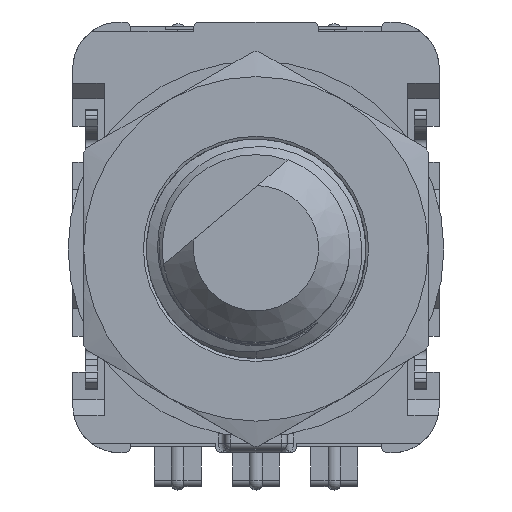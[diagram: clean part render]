
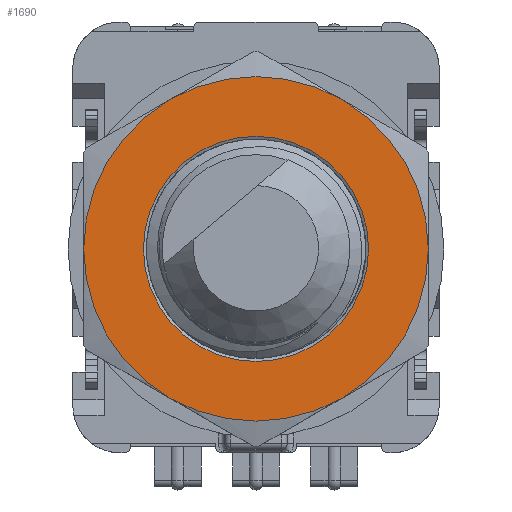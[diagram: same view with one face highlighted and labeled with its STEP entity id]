
A CAD part, top view. The second image highlights one B-rep face of the part: STEP entity #1690.
In plain terms, the highlighted planar face has unit normal (0, 0, 1).
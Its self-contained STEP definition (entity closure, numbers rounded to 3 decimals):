
#1690=ADVANCED_FACE('',(#12184,#12186),#12188,.T.);
#12184=FACE_BOUND('',#12185,.T.);
#12185=EDGE_LOOP('',(#17279,#17280,#17281,#17282,#17283,#17284));
#12186=FACE_BOUND('',#12187,.T.);
#12187=EDGE_LOOP('',(#17285));
#12188=PLANE('',#12189);
#12189=AXIS2_PLACEMENT_3D('',#12190,#12191,#12192);
#12190=CARTESIAN_POINT('',(0.,0.,3.3));
#12191=DIRECTION('',(0.,0.,1.));
#12192=DIRECTION('',(0.,-1.,0.));
#17279=ORIENTED_EDGE('',*,*,#20062,.F.);
#17280=ORIENTED_EDGE('',*,*,#20063,.F.);
#17281=ORIENTED_EDGE('',*,*,#20064,.F.);
#17282=ORIENTED_EDGE('',*,*,#20065,.F.);
#17283=ORIENTED_EDGE('',*,*,#20066,.F.);
#17284=ORIENTED_EDGE('',*,*,#20067,.F.);
#17285=ORIENTED_EDGE('',*,*,#20049,.T.);
#20049=EDGE_CURVE('',#21915,#21915,#21916,.T.);
#20062=EDGE_CURVE('',#21937,#21938,#21939,.T.);
#20063=EDGE_CURVE('',#21940,#21937,#21941,.T.);
#20064=EDGE_CURVE('',#21942,#21940,#21943,.T.);
#20065=EDGE_CURVE('',#21944,#21942,#21945,.T.);
#20066=EDGE_CURVE('',#21946,#21944,#21947,.T.);
#20067=EDGE_CURVE('',#21938,#21946,#21948,.T.);
#21915=VERTEX_POINT('',#27173);
#21916=CIRCLE('',#27174,3.594);
#21937=VERTEX_POINT('',#27680);
#21938=VERTEX_POINT('',#27681);
#21939=CIRCLE('',#27682,5.5);
#21940=VERTEX_POINT('',#27686);
#21941=CIRCLE('',#27687,5.5);
#21942=VERTEX_POINT('',#27691);
#21943=CIRCLE('',#27692,5.5);
#21944=VERTEX_POINT('',#27696);
#21945=CIRCLE('',#27697,5.5);
#21946=VERTEX_POINT('',#27701);
#21947=CIRCLE('',#27702,5.5);
#21948=CIRCLE('',#27706,5.5);
#27173=CARTESIAN_POINT('',(0.,-3.594,3.3));
#27174=AXIS2_PLACEMENT_3D('',#27175,#27176,#27177);
#27175=CARTESIAN_POINT('',(0.,0.,3.3));
#27176=DIRECTION('',(0.,0.,-1.));
#27177=DIRECTION('',(0.,-1.,0.));
#27680=CARTESIAN_POINT('',(5.5,0.,3.3));
#27681=CARTESIAN_POINT('',(2.75,-4.763,3.3));
#27682=AXIS2_PLACEMENT_3D('',#27683,#27684,#27685);
#27683=CARTESIAN_POINT('',(0.,0.,3.3));
#27684=DIRECTION('',(0.,0.,-1.));
#27685=DIRECTION('',(1.,0.,0.));
#27686=CARTESIAN_POINT('',(2.75,4.763,3.3));
#27687=AXIS2_PLACEMENT_3D('',#27688,#27689,#27690);
#27688=CARTESIAN_POINT('',(0.,0.,3.3));
#27689=DIRECTION('',(0.,0.,-1.));
#27690=DIRECTION('',(0.5,0.866,0.));
#27691=CARTESIAN_POINT('',(-2.75,4.763,3.3));
#27692=AXIS2_PLACEMENT_3D('',#27693,#27694,#27695);
#27693=CARTESIAN_POINT('',(0.,0.,3.3));
#27694=DIRECTION('',(0.,0.,-1.));
#27695=DIRECTION('',(-0.5,0.866,0.));
#27696=CARTESIAN_POINT('',(-5.5,0.,3.3));
#27697=AXIS2_PLACEMENT_3D('',#27698,#27699,#27700);
#27698=CARTESIAN_POINT('',(0.,0.,3.3));
#27699=DIRECTION('',(0.,0.,-1.));
#27700=DIRECTION('',(-1.,0.,0.));
#27701=CARTESIAN_POINT('',(-2.75,-4.763,3.3));
#27702=AXIS2_PLACEMENT_3D('',#27703,#27704,#27705);
#27703=CARTESIAN_POINT('',(0.,0.,3.3));
#27704=DIRECTION('',(0.,0.,-1.));
#27705=DIRECTION('',(-0.5,-0.866,0.));
#27706=AXIS2_PLACEMENT_3D('',#27707,#27708,#27709);
#27707=CARTESIAN_POINT('',(0.,0.,3.3));
#27708=DIRECTION('',(0.,0.,-1.));
#27709=DIRECTION('',(0.5,-0.866,0.));
